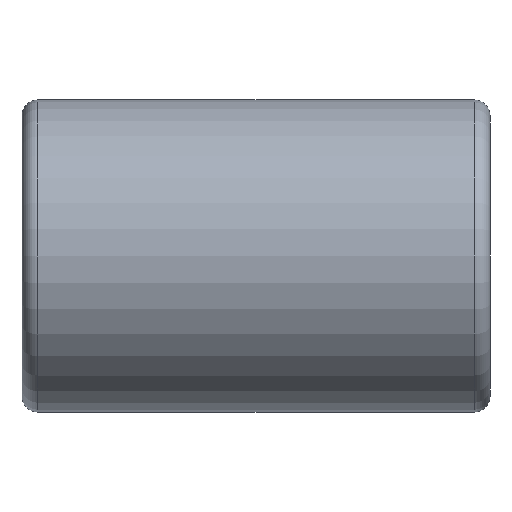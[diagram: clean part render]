
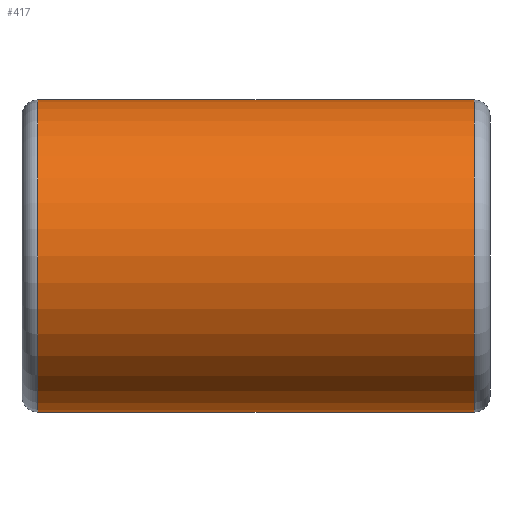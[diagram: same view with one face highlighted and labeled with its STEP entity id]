
A CAD part, left-side view. The second image highlights one B-rep face of the part: STEP entity #417.
In plain terms, the highlighted cylindrical face has radius 5 mm (diameter 10 mm), a partial arc.
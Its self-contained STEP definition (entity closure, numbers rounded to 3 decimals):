
#2 = CARTESIAN_POINT ( 'NONE',  ( 0., 7., -5. ) ) ;
#12 = DIRECTION ( 'NONE',  ( 0., 1., 0. ) ) ;
#41 = DIRECTION ( 'NONE',  ( 0., -1., 0. ) ) ;
#62 = CIRCLE ( 'NONE', #103, 5. ) ;
#63 = CIRCLE ( 'NONE', #152, 5. ) ;
#81 = CARTESIAN_POINT ( 'NONE',  ( 0., 33.565, 5. ) ) ;
#90 = CARTESIAN_POINT ( 'NONE',  ( 0., -7., -5. ) ) ;
#103 = AXIS2_PLACEMENT_3D ( 'NONE', #116, #41, #440 ) ;
#116 = CARTESIAN_POINT ( 'NONE',  ( 0., 7., 0. ) ) ;
#118 = EDGE_CURVE ( 'NONE', #447, #426, #63, .T. ) ;
#121 = ORIENTED_EDGE ( 'NONE', *, *, #124, .T. ) ;
#124 = EDGE_CURVE ( 'NONE', #258, #357, #62, .T. ) ;
#138 = VECTOR ( 'NONE', #12, 1000. ) ;
#142 = LINE ( 'NONE', #81, #138 ) ;
#149 = CARTESIAN_POINT ( 'NONE',  ( 0., -7., 5. ) ) ;
#152 = AXIS2_PLACEMENT_3D ( 'NONE', #242, #207, #165 ) ;
#156 = ORIENTED_EDGE ( 'NONE', *, *, #118, .T. ) ;
#159 = ORIENTED_EDGE ( 'NONE', *, *, #257, .F. ) ;
#165 = DIRECTION ( 'NONE',  ( 0., 0., 1. ) ) ;
#175 = FACE_OUTER_BOUND ( 'NONE', #233, .T. ) ;
#177 = ORIENTED_EDGE ( 'NONE', *, *, #267, .T. ) ;
#192 = DIRECTION ( 'NONE',  ( 0., 0., 1. ) ) ;
#195 = AXIS2_PLACEMENT_3D ( 'NONE', #273, #229, #192 ) ;
#197 = CARTESIAN_POINT ( 'NONE',  ( 0., 7., 5. ) ) ;
#201 = VECTOR ( 'NONE', #276, 1000. ) ;
#206 = CYLINDRICAL_SURFACE ( 'NONE', #195, 5. ) ;
#207 = DIRECTION ( 'NONE',  ( 0., 1., 0. ) ) ;
#229 = DIRECTION ( 'NONE',  ( 0., 1., 0. ) ) ;
#233 = EDGE_LOOP ( 'NONE', ( #159, #156, #177, #121 ) ) ;
#242 = CARTESIAN_POINT ( 'NONE',  ( 0., -7., 0. ) ) ;
#257 = EDGE_CURVE ( 'NONE', #447, #357, #361, .T. ) ;
#258 = VERTEX_POINT ( 'NONE', #197 ) ;
#267 = EDGE_CURVE ( 'NONE', #426, #258, #142, .T. ) ;
#273 = CARTESIAN_POINT ( 'NONE',  ( 0., 33.565, 0. ) ) ;
#276 = DIRECTION ( 'NONE',  ( 0., 1., 0. ) ) ;
#321 = CARTESIAN_POINT ( 'NONE',  ( 0., 33.565, -5. ) ) ;
#357 = VERTEX_POINT ( 'NONE', #2 ) ;
#361 = LINE ( 'NONE', #321, #201 ) ;
#417 = ADVANCED_FACE ( 'NONE', ( #175 ), #206, .T. ) ;
#426 = VERTEX_POINT ( 'NONE', #149 ) ;
#440 = DIRECTION ( 'NONE',  ( 0., 0., -1. ) ) ;
#447 = VERTEX_POINT ( 'NONE', #90 ) ;
